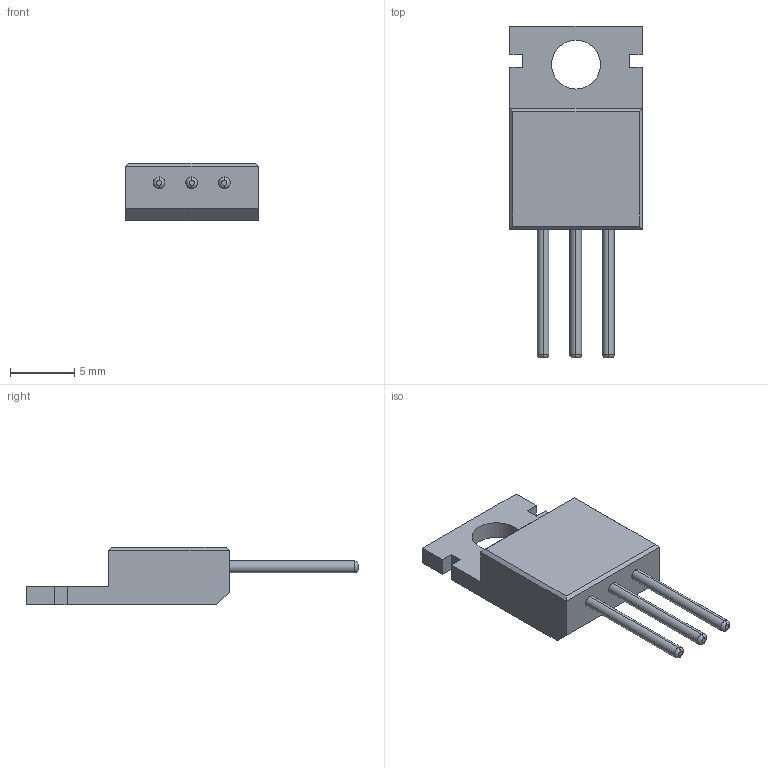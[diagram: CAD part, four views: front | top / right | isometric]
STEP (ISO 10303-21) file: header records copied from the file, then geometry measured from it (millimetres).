
FILE_DESCRIPTION (( 'STEP AP214' ), '1' );
FILE_NAME ('SW3dPS-Transistor TO 220.STEP', '2009-06-19T04:41:54', ( 'SysAdmin' ), ( 'SolidWorks' ), 'SwSTEP 2.0', 'SolidWorks 2009', '' );
FILE_SCHEMA (( 'AUTOMOTIVE_DESIGN' ));
Length unit declared in the file: millimetre
Products named in the file (1): SW3dPS-Transistor TO 220
Bounding box: 10.3 x 25.8 x 4.5 mm (x, y, z)
Volume: 522.2 mm3; surface area: 587.8 mm2
Topology: 1 solids, 1 shells, 38 faces, 89 edges, 56 vertices
Faces by surface type: plane 24, cylinder 8, torus 6
Entity records: 1218 total; most frequent: DIRECTION 195, CARTESIAN_POINT 184, ORIENTED_EDGE 178, EDGE_CURVE 89, AXIS2_PLACEMENT_3D 67, VECTOR 61, LINE 61, VERTEX_POINT 56
